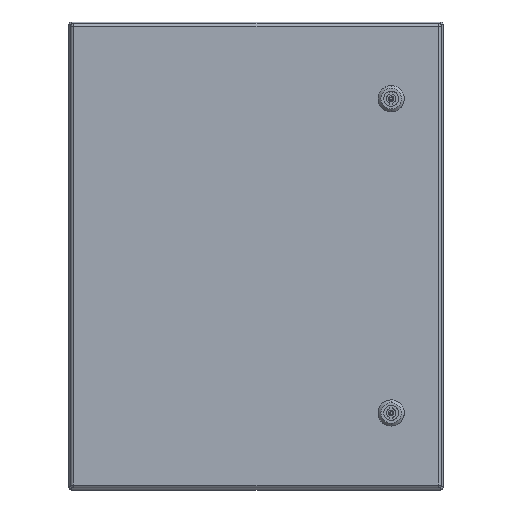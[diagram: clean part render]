
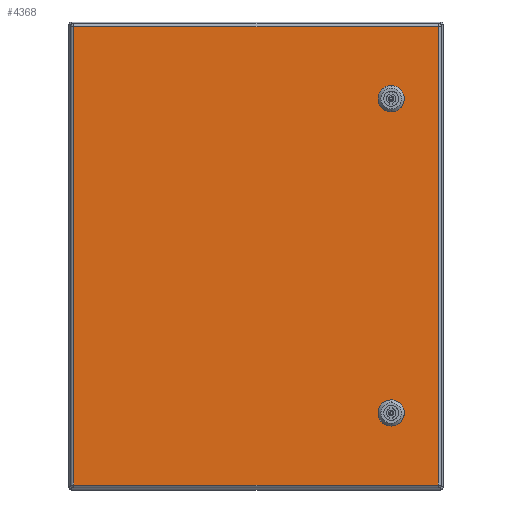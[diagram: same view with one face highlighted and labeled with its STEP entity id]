
A CAD part, top view. The second image highlights one B-rep face of the part: STEP entity #4368.
In plain terms, the highlighted planar face has unit normal (0, 0, 1).
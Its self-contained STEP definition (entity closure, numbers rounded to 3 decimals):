
#4209=AXIS2_PLACEMENT_3D('Plane Axis2P3D',#4206,#4207,#4208) ;
#4238=AXIS2_PLACEMENT_3D('Circle Axis2P3D',#4236,#4237,$) ;
#4254=AXIS2_PLACEMENT_3D('Circle Axis2P3D',#4252,#4253,$) ;
#4268=AXIS2_PLACEMENT_3D('Circle Axis2P3D',#4266,#4267,$) ;
#4282=AXIS2_PLACEMENT_3D('Circle Axis2P3D',#4280,#4281,$) ;
#4304=AXIS2_PLACEMENT_3D('Circle Axis2P3D',#4302,#4303,$) ;
#4320=AXIS2_PLACEMENT_3D('Circle Axis2P3D',#4318,#4319,$) ;
#4334=AXIS2_PLACEMENT_3D('Circle Axis2P3D',#4332,#4333,$) ;
#4348=AXIS2_PLACEMENT_3D('Circle Axis2P3D',#4346,#4347,$) ;
#3959=CARTESIAN_POINT('Vertex',(5.,5.,200.)) ;
#3962=CARTESIAN_POINT('Line Origine',(5.,250.,200.)) ;
#3966=CARTESIAN_POINT('Vertex',(5.,495.,200.)) ;
#4206=CARTESIAN_POINT('Axis2P3D Location',(200.,250.,200.)) ;
#4211=CARTESIAN_POINT('Line Origine',(395.,250.,200.)) ;
#4215=CARTESIAN_POINT('Vertex',(395.,5.,200.)) ;
#4217=CARTESIAN_POINT('Vertex',(395.,495.,200.)) ;
#4220=CARTESIAN_POINT('Line Origine',(200.,495.,200.)) ;
#4225=CARTESIAN_POINT('Line Origine',(200.,5.,200.)) ;
#4236=CARTESIAN_POINT('Axis2P3D Location',(344.5,420.,200.)) ;
#4240=CARTESIAN_POINT('Vertex',(339.863,430.25,200.)) ;
#4242=CARTESIAN_POINT('Vertex',(334.25,424.637,200.)) ;
#4245=CARTESIAN_POINT('Line Origine',(344.5,430.25,200.)) ;
#4249=CARTESIAN_POINT('Vertex',(349.137,430.25,200.)) ;
#4252=CARTESIAN_POINT('Axis2P3D Location',(344.5,420.,200.)) ;
#4256=CARTESIAN_POINT('Vertex',(354.75,424.637,200.)) ;
#4259=CARTESIAN_POINT('Line Origine',(354.75,420.,200.)) ;
#4263=CARTESIAN_POINT('Vertex',(354.75,415.363,200.)) ;
#4266=CARTESIAN_POINT('Axis2P3D Location',(344.5,420.,200.)) ;
#4270=CARTESIAN_POINT('Vertex',(349.137,409.75,200.)) ;
#4273=CARTESIAN_POINT('Line Origine',(344.5,409.75,200.)) ;
#4277=CARTESIAN_POINT('Vertex',(339.863,409.75,200.)) ;
#4280=CARTESIAN_POINT('Axis2P3D Location',(344.5,420.,200.)) ;
#4284=CARTESIAN_POINT('Vertex',(334.25,415.363,200.)) ;
#4287=CARTESIAN_POINT('Line Origine',(334.25,420.,200.)) ;
#4302=CARTESIAN_POINT('Axis2P3D Location',(344.5,80.,200.)) ;
#4306=CARTESIAN_POINT('Vertex',(339.863,90.25,200.)) ;
#4308=CARTESIAN_POINT('Vertex',(334.25,84.637,200.)) ;
#4311=CARTESIAN_POINT('Line Origine',(344.5,90.25,200.)) ;
#4315=CARTESIAN_POINT('Vertex',(349.137,90.25,200.)) ;
#4318=CARTESIAN_POINT('Axis2P3D Location',(344.5,80.,200.)) ;
#4322=CARTESIAN_POINT('Vertex',(354.75,84.637,200.)) ;
#4325=CARTESIAN_POINT('Line Origine',(354.75,80.,200.)) ;
#4329=CARTESIAN_POINT('Vertex',(354.75,75.363,200.)) ;
#4332=CARTESIAN_POINT('Axis2P3D Location',(344.5,80.,200.)) ;
#4336=CARTESIAN_POINT('Vertex',(349.137,69.75,200.)) ;
#4339=CARTESIAN_POINT('Line Origine',(344.5,69.75,200.)) ;
#4343=CARTESIAN_POINT('Vertex',(339.863,69.75,200.)) ;
#4346=CARTESIAN_POINT('Axis2P3D Location',(344.5,80.,200.)) ;
#4350=CARTESIAN_POINT('Vertex',(334.25,75.363,200.)) ;
#4353=CARTESIAN_POINT('Line Origine',(334.25,80.,200.)) ;
#3963=DIRECTION('Vector Direction',(0.,1.,0.)) ;
#4207=DIRECTION('Axis2P3D Direction',(0.,0.,1.)) ;
#4208=DIRECTION('Axis2P3D XDirection',(1.,0.,0.)) ;
#4212=DIRECTION('Vector Direction',(0.,1.,0.)) ;
#4221=DIRECTION('Vector Direction',(-1.,0.,0.)) ;
#4226=DIRECTION('Vector Direction',(1.,0.,0.)) ;
#4237=DIRECTION('Axis2P3D Direction',(0.,0.,1.)) ;
#4246=DIRECTION('Vector Direction',(-1.,0.,0.)) ;
#4253=DIRECTION('Axis2P3D Direction',(0.,0.,1.)) ;
#4260=DIRECTION('Vector Direction',(0.,1.,0.)) ;
#4267=DIRECTION('Axis2P3D Direction',(0.,0.,1.)) ;
#4274=DIRECTION('Vector Direction',(1.,0.,0.)) ;
#4281=DIRECTION('Axis2P3D Direction',(0.,0.,1.)) ;
#4288=DIRECTION('Vector Direction',(0.,-1.,0.)) ;
#4303=DIRECTION('Axis2P3D Direction',(0.,0.,1.)) ;
#4312=DIRECTION('Vector Direction',(-1.,0.,0.)) ;
#4319=DIRECTION('Axis2P3D Direction',(0.,0.,1.)) ;
#4326=DIRECTION('Vector Direction',(0.,1.,0.)) ;
#4333=DIRECTION('Axis2P3D Direction',(0.,0.,1.)) ;
#4340=DIRECTION('Vector Direction',(1.,0.,0.)) ;
#4347=DIRECTION('Axis2P3D Direction',(0.,0.,1.)) ;
#4354=DIRECTION('Vector Direction',(0.,-1.,0.)) ;
#3964=VECTOR('Line Direction',#3963,1.) ;
#4213=VECTOR('Line Direction',#4212,1.) ;
#4222=VECTOR('Line Direction',#4221,1.) ;
#4227=VECTOR('Line Direction',#4226,1.) ;
#4247=VECTOR('Line Direction',#4246,1.) ;
#4261=VECTOR('Line Direction',#4260,1.) ;
#4275=VECTOR('Line Direction',#4274,1.) ;
#4289=VECTOR('Line Direction',#4288,1.) ;
#4313=VECTOR('Line Direction',#4312,1.) ;
#4327=VECTOR('Line Direction',#4326,1.) ;
#4341=VECTOR('Line Direction',#4340,1.) ;
#4355=VECTOR('Line Direction',#4354,1.) ;
#4231=ORIENTED_EDGE('',*,*,#4219,.T.) ;
#4232=ORIENTED_EDGE('',*,*,#4224,.T.) ;
#4233=ORIENTED_EDGE('',*,*,#3968,.T.) ;
#4234=ORIENTED_EDGE('',*,*,#4229,.T.) ;
#4293=ORIENTED_EDGE('',*,*,#4244,.F.) ;
#4294=ORIENTED_EDGE('',*,*,#4251,.F.) ;
#4295=ORIENTED_EDGE('',*,*,#4258,.F.) ;
#4296=ORIENTED_EDGE('',*,*,#4265,.F.) ;
#4297=ORIENTED_EDGE('',*,*,#4272,.F.) ;
#4298=ORIENTED_EDGE('',*,*,#4279,.F.) ;
#4299=ORIENTED_EDGE('',*,*,#4286,.F.) ;
#4300=ORIENTED_EDGE('',*,*,#4291,.F.) ;
#4359=ORIENTED_EDGE('',*,*,#4310,.F.) ;
#4360=ORIENTED_EDGE('',*,*,#4317,.F.) ;
#4361=ORIENTED_EDGE('',*,*,#4324,.F.) ;
#4362=ORIENTED_EDGE('',*,*,#4331,.F.) ;
#4363=ORIENTED_EDGE('',*,*,#4338,.F.) ;
#4364=ORIENTED_EDGE('',*,*,#4345,.F.) ;
#4365=ORIENTED_EDGE('',*,*,#4352,.F.) ;
#4366=ORIENTED_EDGE('',*,*,#4357,.F.) ;
#4301=FACE_BOUND('',#4292,.T.) ;
#4367=FACE_BOUND('',#4358,.T.) ;
#4368=ADVANCED_FACE('76198_ZUB_DE_QL_KEBI_500x400-1/76198_DE_QL_KEBI_500x400-1-solid1',(#4235,#4301,#4367),#4210,.T.) ;
#4239=CIRCLE('generated circle',#4238,11.25) ;
#4255=CIRCLE('generated circle',#4254,11.25) ;
#4269=CIRCLE('generated circle',#4268,11.25) ;
#4283=CIRCLE('generated circle',#4282,11.25) ;
#4305=CIRCLE('generated circle',#4304,11.25) ;
#4321=CIRCLE('generated circle',#4320,11.25) ;
#4335=CIRCLE('generated circle',#4334,11.25) ;
#4349=CIRCLE('generated circle',#4348,11.25) ;
#3968=EDGE_CURVE('',#3967,#3960,#3965,.F.) ;
#4219=EDGE_CURVE('',#4216,#4218,#4214,.T.) ;
#4224=EDGE_CURVE('',#4218,#3967,#4223,.T.) ;
#4229=EDGE_CURVE('',#3960,#4216,#4228,.T.) ;
#4244=EDGE_CURVE('',#4241,#4243,#4239,.T.) ;
#4251=EDGE_CURVE('',#4250,#4241,#4248,.T.) ;
#4258=EDGE_CURVE('',#4257,#4250,#4255,.T.) ;
#4265=EDGE_CURVE('',#4264,#4257,#4262,.T.) ;
#4272=EDGE_CURVE('',#4271,#4264,#4269,.T.) ;
#4279=EDGE_CURVE('',#4278,#4271,#4276,.T.) ;
#4286=EDGE_CURVE('',#4285,#4278,#4283,.T.) ;
#4291=EDGE_CURVE('',#4243,#4285,#4290,.T.) ;
#4310=EDGE_CURVE('',#4307,#4309,#4305,.T.) ;
#4317=EDGE_CURVE('',#4316,#4307,#4314,.T.) ;
#4324=EDGE_CURVE('',#4323,#4316,#4321,.T.) ;
#4331=EDGE_CURVE('',#4330,#4323,#4328,.T.) ;
#4338=EDGE_CURVE('',#4337,#4330,#4335,.T.) ;
#4345=EDGE_CURVE('',#4344,#4337,#4342,.T.) ;
#4352=EDGE_CURVE('',#4351,#4344,#4349,.T.) ;
#4357=EDGE_CURVE('',#4309,#4351,#4356,.T.) ;
#4230=EDGE_LOOP('',(#4231,#4232,#4233,#4234)) ;
#4292=EDGE_LOOP('',(#4293,#4294,#4295,#4296,#4297,#4298,#4299,#4300)) ;
#4358=EDGE_LOOP('',(#4359,#4360,#4361,#4362,#4363,#4364,#4365,#4366)) ;
#4235=FACE_OUTER_BOUND('',#4230,.T.) ;
#3965=LINE('Line',#3962,#3964) ;
#4214=LINE('Line',#4211,#4213) ;
#4223=LINE('Line',#4220,#4222) ;
#4228=LINE('Line',#4225,#4227) ;
#4248=LINE('Line',#4245,#4247) ;
#4262=LINE('Line',#4259,#4261) ;
#4276=LINE('Line',#4273,#4275) ;
#4290=LINE('Line',#4287,#4289) ;
#4314=LINE('Line',#4311,#4313) ;
#4328=LINE('Line',#4325,#4327) ;
#4342=LINE('Line',#4339,#4341) ;
#4356=LINE('Line',#4353,#4355) ;
#4210=PLANE('',#4209) ;
#3960=VERTEX_POINT('',#3959) ;
#3967=VERTEX_POINT('',#3966) ;
#4216=VERTEX_POINT('',#4215) ;
#4218=VERTEX_POINT('',#4217) ;
#4241=VERTEX_POINT('',#4240) ;
#4243=VERTEX_POINT('',#4242) ;
#4250=VERTEX_POINT('',#4249) ;
#4257=VERTEX_POINT('',#4256) ;
#4264=VERTEX_POINT('',#4263) ;
#4271=VERTEX_POINT('',#4270) ;
#4278=VERTEX_POINT('',#4277) ;
#4285=VERTEX_POINT('',#4284) ;
#4307=VERTEX_POINT('',#4306) ;
#4309=VERTEX_POINT('',#4308) ;
#4316=VERTEX_POINT('',#4315) ;
#4323=VERTEX_POINT('',#4322) ;
#4330=VERTEX_POINT('',#4329) ;
#4337=VERTEX_POINT('',#4336) ;
#4344=VERTEX_POINT('',#4343) ;
#4351=VERTEX_POINT('',#4350) ;
